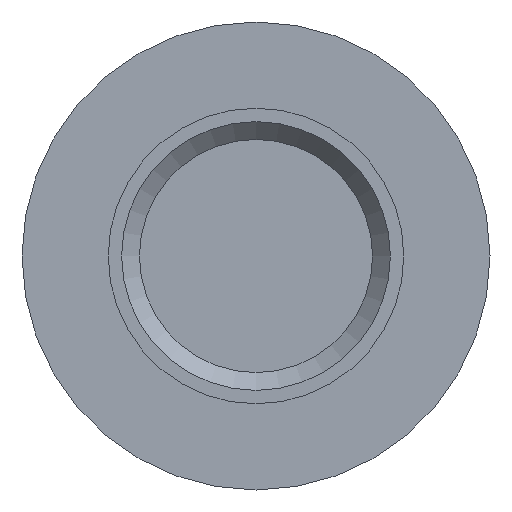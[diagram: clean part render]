
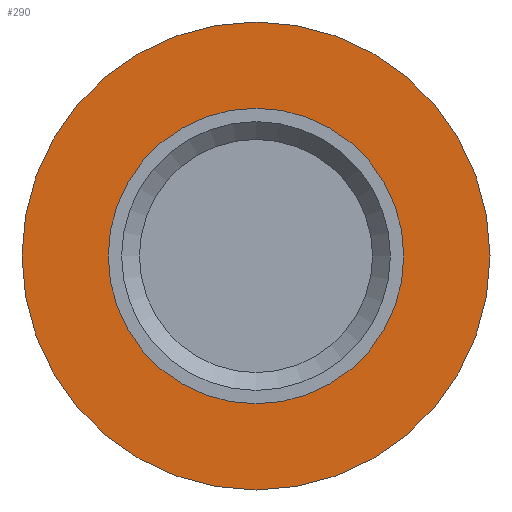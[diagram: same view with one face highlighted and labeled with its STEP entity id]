
A CAD part, left-side view. The second image highlights one B-rep face of the part: STEP entity #290.
In plain terms, the highlighted planar face has unit normal (-1, 0, 0).
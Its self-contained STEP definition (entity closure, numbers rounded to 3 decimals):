
#23=FACE_BOUND('',#73,.T.);
#35=CIRCLE('',#313,13.264);
#36=CIRCLE('',#315,21.);
#51=FACE_OUTER_BOUND('',#72,.T.);
#72=EDGE_LOOP('',(#236));
#73=EDGE_LOOP('',(#237));
#147=VERTEX_POINT('',#506);
#148=VERTEX_POINT('',#509);
#186=EDGE_CURVE('',#147,#147,#35,.T.);
#187=EDGE_CURVE('',#148,#148,#36,.T.);
#236=ORIENTED_EDGE('',*,*,#187,.F.);
#237=ORIENTED_EDGE('',*,*,#186,.T.);
#277=PLANE('',#314);
#290=ADVANCED_FACE('',(#51,#23),#277,.T.);
#313=AXIS2_PLACEMENT_3D('',#507,#362,#363);
#314=AXIS2_PLACEMENT_3D('',#508,#364,#365);
#315=AXIS2_PLACEMENT_3D('',#510,#366,#367);
#362=DIRECTION('center_axis',(1.,0.,0.));
#363=DIRECTION('ref_axis',(0.,0.,-1.));
#364=DIRECTION('center_axis',(-1.,0.,0.));
#365=DIRECTION('ref_axis',(0.,0.,1.));
#366=DIRECTION('center_axis',(1.,0.,0.));
#367=DIRECTION('ref_axis',(0.,0.,-1.));
#506=CARTESIAN_POINT('',(0.,13.264,0.));
#507=CARTESIAN_POINT('Origin',(0.,0.,0.));
#508=CARTESIAN_POINT('Origin',(0.,21.,0.));
#509=CARTESIAN_POINT('',(0.,21.,0.));
#510=CARTESIAN_POINT('Origin',(0.,0.,0.));
